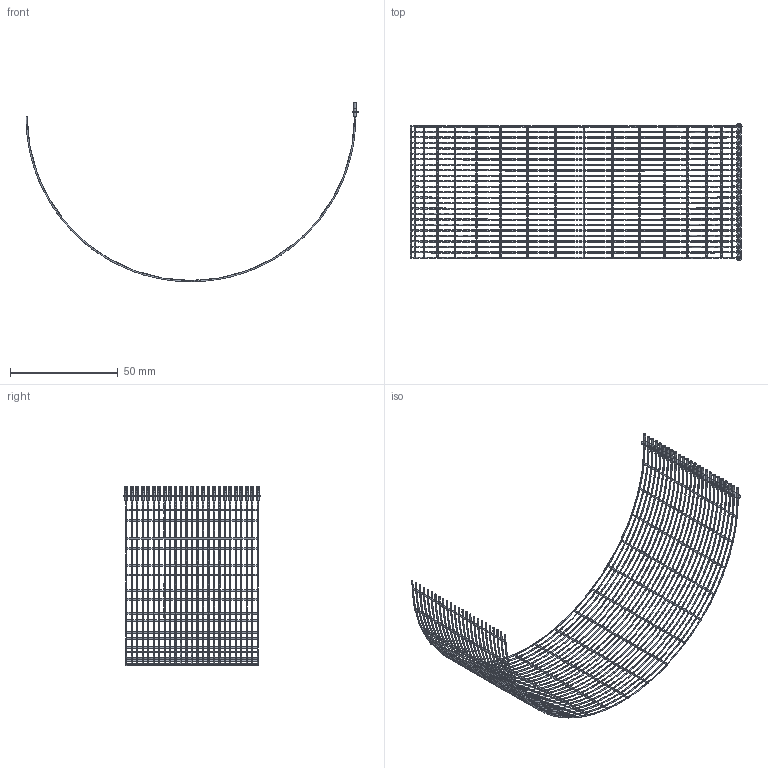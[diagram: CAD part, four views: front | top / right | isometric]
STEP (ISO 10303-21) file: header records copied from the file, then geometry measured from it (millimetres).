
FILE_DESCRIPTION (( 'STEP AP203' ), '1' );
FILE_NAME ('A2364-1-WR.STEP', '2013-11-18T21:04:29', ( '' ), ( '' ), 'SwSTEP 2.0', 'SolidWorks 2012', '' );
FILE_SCHEMA (( 'CONFIG_CONTROL_DESIGN' ));
Length unit declared in the file: inch
Products named in the file (1): A2364-1-WR
Bounding box: 154.03 x 63.63 x 83.32 mm (x, y, z)
Volume: 2286 mm3; surface area: 14162.7 mm2
Topology: 1 solids, 1 shells, 1381 faces, 5080 edges, 3346 vertices
Faces by surface type: torus 946, cylinder 260, plane 175
Entity records: 73577 total; most frequent: CARTESIAN_POINT 32511, ORIENTED_EDGE 10160, DIRECTION 6950, EDGE_CURVE 5080, VERTEX_POINT 3346, AXIS2_PLACEMENT_3D 3125, B_SPLINE_CURVE_WITH_KNOTS 2637, EDGE_LOOP 1890
